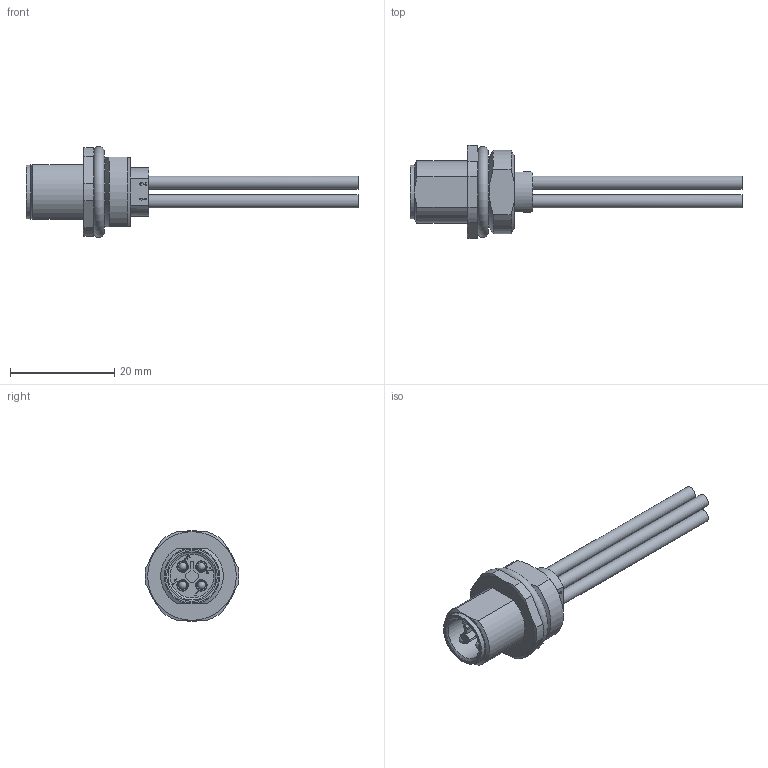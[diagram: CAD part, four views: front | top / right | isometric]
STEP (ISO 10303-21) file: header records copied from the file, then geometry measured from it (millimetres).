
FILE_DESCRIPTION(/* description */ (''),/* implementation_level */ '2;1');
FILE_NAME(/* name */ '09_0631_700_04_001_01.stp',/* time_stamp */ '2017-01-26T10:41:41+01:00',/* author */ (''),/* organization */ (''),/* preprocessor_version */ 'ST-DEVELOPER v14',/* originating_system */ 'SIEMENS PLM Software NX 8.0',/* authorisation */ '');
FILE_SCHEMA (('AUTOMOTIVE_DESIGN { 1 0 10303 214 3 1 1 1 }'));
Length unit declared in the file: millimetre
Products named in the file (1): cerl09149CA8dljs
Bounding box: 63.6 x 17.96 x 17.4 mm (x, y, z)
Volume: 3354.3 mm3; surface area: 3872.4 mm2
Topology: 1 solids, 2 shells, 272 faces, 683 edges, 442 vertices
Faces by surface type: plane 133, cylinder 63, extrusion 32, cone 16, torus 16, sphere 8, bspline 4
Full cylindrical faces by diameter (mm): 1.5 x4, 2.17 x4, 2.5 x4, 8.35 x1, 10.3 x1, 11 x1, 13.3 x2
Entity records: 8733 total; most frequent: CARTESIAN_POINT 2469, ORIENTED_EDGE 1246, DIRECTION 1212, EDGE_CURVE 623, AXIS2_PLACEMENT_3D 426, VERTEX_POINT 423, VECTOR 360, EDGE_LOOP 342
